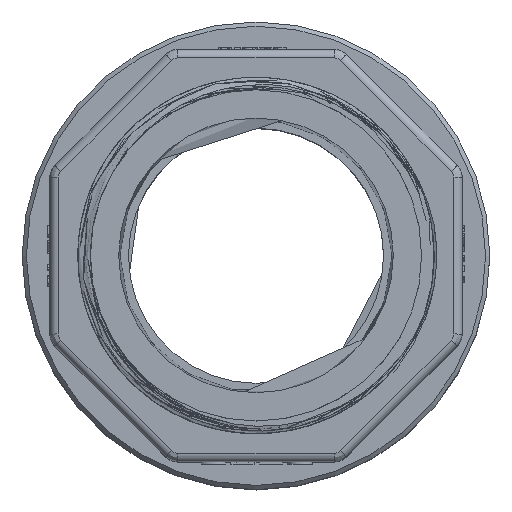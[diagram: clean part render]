
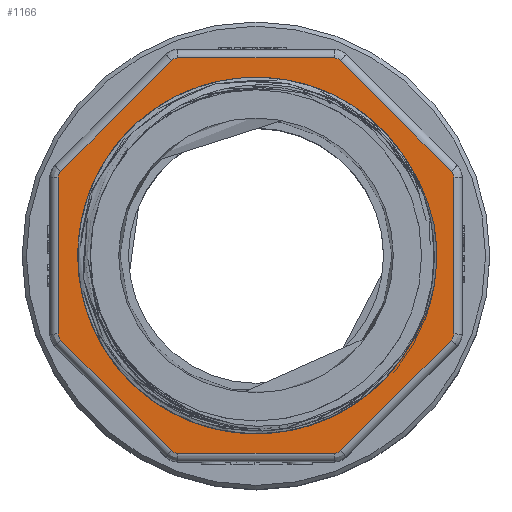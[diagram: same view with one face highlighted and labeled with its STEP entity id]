
A CAD part, top view. The second image highlights one B-rep face of the part: STEP entity #1166.
In plain terms, the highlighted planar face has unit normal (0, 0, 1).
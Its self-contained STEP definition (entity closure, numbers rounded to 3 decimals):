
#118=LINE('',#11774,#376);
#119=LINE('',#11779,#377);
#120=LINE('',#11783,#378);
#121=LINE('',#11787,#379);
#122=LINE('',#11791,#380);
#123=LINE('',#11795,#381);
#124=LINE('',#11799,#382);
#125=LINE('',#11803,#383);
#376=VECTOR('',#5303,1.);
#377=VECTOR('',#5306,1.);
#378=VECTOR('',#5309,1.);
#379=VECTOR('',#5312,1.);
#380=VECTOR('',#5315,1.);
#381=VECTOR('',#5318,1.);
#382=VECTOR('',#5321,1.);
#383=VECTOR('',#5324,1.);
#747=PLANE('',#4978);
#1166=ADVANCED_FACE('',(#1918,#1919),#747,.T.);
#1598=B_SPLINE_CURVE_WITH_KNOTS('',3,(#11806,#11807,#11808,#11809,#11810,
#11811,#11812,#11813,#11814,#11815),.UNSPECIFIED.,.F.,.F.,(4,2,2,2,4),(0.,
0.25,0.5,0.75,1.),.UNSPECIFIED.);
#1599=B_SPLINE_CURVE_WITH_KNOTS('',3,(#11820,#11821,#11822,#11823,#11824,
#11825,#11826,#11827,#11828,#11829),.UNSPECIFIED.,.F.,.F.,(4,2,2,2,4),(0.,
0.25,0.5,0.75,1.),.UNSPECIFIED.);
#1918=FACE_BOUND('',#2022,.T.);
#1919=FACE_BOUND('',#2023,.T.);
#2022=EDGE_LOOP('',(#2501,#2502,#2503,#2504,#2505,#2506,#2507,#2508,#2509,
#2510,#2511,#2512,#2513,#2514,#2515,#2516));
#2023=EDGE_LOOP('',(#2517,#2518,#2519,#2520));
#2501=ORIENTED_EDGE('',*,*,#4321,.T.);
#2502=ORIENTED_EDGE('',*,*,#4322,.T.);
#2503=ORIENTED_EDGE('',*,*,#4323,.T.);
#2504=ORIENTED_EDGE('',*,*,#4324,.T.);
#2505=ORIENTED_EDGE('',*,*,#4325,.T.);
#2506=ORIENTED_EDGE('',*,*,#4326,.T.);
#2507=ORIENTED_EDGE('',*,*,#4327,.T.);
#2508=ORIENTED_EDGE('',*,*,#4328,.T.);
#2509=ORIENTED_EDGE('',*,*,#4329,.T.);
#2510=ORIENTED_EDGE('',*,*,#4330,.T.);
#2511=ORIENTED_EDGE('',*,*,#4331,.T.);
#2512=ORIENTED_EDGE('',*,*,#4332,.T.);
#2513=ORIENTED_EDGE('',*,*,#4333,.T.);
#2514=ORIENTED_EDGE('',*,*,#4334,.T.);
#2515=ORIENTED_EDGE('',*,*,#4335,.T.);
#2516=ORIENTED_EDGE('',*,*,#4336,.T.);
#2517=ORIENTED_EDGE('',*,*,#4337,.F.);
#2518=ORIENTED_EDGE('',*,*,#4338,.F.);
#2519=ORIENTED_EDGE('',*,*,#4339,.F.);
#2520=ORIENTED_EDGE('',*,*,#4340,.F.);
#3853=VERTEX_POINT('',#11775);
#3854=VERTEX_POINT('',#11776);
#3855=VERTEX_POINT('',#11778);
#3856=VERTEX_POINT('',#11780);
#3857=VERTEX_POINT('',#11782);
#3858=VERTEX_POINT('',#11784);
#3859=VERTEX_POINT('',#11786);
#3860=VERTEX_POINT('',#11788);
#3861=VERTEX_POINT('',#11790);
#3862=VERTEX_POINT('',#11792);
#3863=VERTEX_POINT('',#11794);
#3864=VERTEX_POINT('',#11796);
#3865=VERTEX_POINT('',#11798);
#3866=VERTEX_POINT('',#11800);
#3867=VERTEX_POINT('',#11802);
#3868=VERTEX_POINT('',#11804);
#3869=VERTEX_POINT('',#11816);
#3870=VERTEX_POINT('',#11817);
#3871=VERTEX_POINT('',#11819);
#3872=VERTEX_POINT('',#11830);
#4321=EDGE_CURVE('',#3853,#3854,#118,.T.);
#4322=EDGE_CURVE('',#3854,#3855,#4865,.T.);
#4323=EDGE_CURVE('',#3855,#3856,#119,.T.);
#4324=EDGE_CURVE('',#3856,#3857,#4866,.T.);
#4325=EDGE_CURVE('',#3857,#3858,#120,.T.);
#4326=EDGE_CURVE('',#3858,#3859,#4867,.T.);
#4327=EDGE_CURVE('',#3859,#3860,#121,.T.);
#4328=EDGE_CURVE('',#3860,#3861,#4868,.T.);
#4329=EDGE_CURVE('',#3861,#3862,#122,.T.);
#4330=EDGE_CURVE('',#3862,#3863,#4869,.T.);
#4331=EDGE_CURVE('',#3863,#3864,#123,.T.);
#4332=EDGE_CURVE('',#3864,#3865,#4870,.T.);
#4333=EDGE_CURVE('',#3865,#3866,#124,.T.);
#4334=EDGE_CURVE('',#3866,#3867,#4871,.T.);
#4335=EDGE_CURVE('',#3867,#3868,#125,.T.);
#4336=EDGE_CURVE('',#3868,#3853,#4872,.T.);
#4337=EDGE_CURVE('',#3869,#3870,#1598,.T.);
#4338=EDGE_CURVE('',#3871,#3869,#4873,.T.);
#4339=EDGE_CURVE('',#3872,#3871,#1599,.T.);
#4340=EDGE_CURVE('',#3870,#3872,#4874,.T.);
#4865=CIRCLE('',#4968,1.);
#4866=CIRCLE('',#4969,1.);
#4867=CIRCLE('',#4970,1.);
#4868=CIRCLE('',#4971,1.);
#4869=CIRCLE('',#4972,1.);
#4870=CIRCLE('',#4973,1.);
#4871=CIRCLE('',#4974,1.);
#4872=CIRCLE('',#4975,1.);
#4873=CIRCLE('',#4976,19.25);
#4874=CIRCLE('',#4977,21.25);
#4968=AXIS2_PLACEMENT_3D('',#11777,#5304,#5305);
#4969=AXIS2_PLACEMENT_3D('',#11781,#5307,#5308);
#4970=AXIS2_PLACEMENT_3D('',#11785,#5310,#5311);
#4971=AXIS2_PLACEMENT_3D('',#11789,#5313,#5314);
#4972=AXIS2_PLACEMENT_3D('',#11793,#5316,#5317);
#4973=AXIS2_PLACEMENT_3D('',#11797,#5319,#5320);
#4974=AXIS2_PLACEMENT_3D('',#11801,#5322,#5323);
#4975=AXIS2_PLACEMENT_3D('',#11805,#5325,#5326);
#4976=AXIS2_PLACEMENT_3D('',#11818,#5327,#5328);
#4977=AXIS2_PLACEMENT_3D('',#11831,#5329,#5330);
#4978=AXIS2_PLACEMENT_3D('',#11832,#5331,#5332);
#5303=DIRECTION('',(-0.707,-0.707,0.));
#5304=DIRECTION('',(0.,0.,1.));
#5305=DIRECTION('',(-1.,0.,0.));
#5306=DIRECTION('',(0.,-1.,0.));
#5307=DIRECTION('',(0.,0.,1.));
#5308=DIRECTION('',(-1.,0.,0.));
#5309=DIRECTION('',(0.707,-0.707,0.));
#5310=DIRECTION('',(0.,0.,1.));
#5311=DIRECTION('',(-1.,0.,0.));
#5312=DIRECTION('',(1.,0.,0.));
#5313=DIRECTION('',(0.,0.,1.));
#5314=DIRECTION('',(-1.,0.,0.));
#5315=DIRECTION('',(0.707,0.707,0.));
#5316=DIRECTION('',(0.,0.,1.));
#5317=DIRECTION('',(-1.,0.,0.));
#5318=DIRECTION('',(0.,1.,0.));
#5319=DIRECTION('',(0.,0.,1.));
#5320=DIRECTION('',(-1.,0.,0.));
#5321=DIRECTION('',(-0.707,0.707,0.));
#5322=DIRECTION('',(0.,0.,1.));
#5323=DIRECTION('',(-1.,0.,0.));
#5324=DIRECTION('',(-1.,0.,0.));
#5325=DIRECTION('',(0.,0.,1.));
#5326=DIRECTION('',(-1.,0.,0.));
#5327=DIRECTION('',(0.,0.,1.));
#5328=DIRECTION('',(-1.,0.,0.));
#5329=DIRECTION('',(0.,0.,1.));
#5330=DIRECTION('',(-1.,0.,0.));
#5331=DIRECTION('',(0.,0.,1.));
#5332=DIRECTION('',(1.,0.,0.));
#11774=CARTESIAN_POINT('',(182.662,23.543,36.5));
#11775=CARTESIAN_POINT('',(182.077,22.957,36.5));
#11776=CARTESIAN_POINT('',(169.043,9.923,36.5));
#11777=CARTESIAN_POINT('',(169.75,9.216,36.5));
#11778=CARTESIAN_POINT('',(168.75,9.216,36.5));
#11779=CARTESIAN_POINT('',(168.75,0.,36.5));
#11780=CARTESIAN_POINT('',(168.75,-9.216,36.5));
#11781=CARTESIAN_POINT('',(169.75,-9.216,36.5));
#11782=CARTESIAN_POINT('',(169.043,-9.923,36.5));
#11783=CARTESIAN_POINT('',(175.56,-16.44,36.5));
#11784=CARTESIAN_POINT('',(182.077,-22.957,36.5));
#11785=CARTESIAN_POINT('',(182.784,-22.25,36.5));
#11786=CARTESIAN_POINT('',(182.784,-23.25,36.5));
#11787=CARTESIAN_POINT('',(192.,-23.25,36.5));
#11788=CARTESIAN_POINT('',(201.216,-23.25,36.5));
#11789=CARTESIAN_POINT('',(201.216,-22.25,36.5));
#11790=CARTESIAN_POINT('',(201.923,-22.957,36.5));
#11791=CARTESIAN_POINT('',(208.44,-16.44,36.5));
#11792=CARTESIAN_POINT('',(214.957,-9.923,36.5));
#11793=CARTESIAN_POINT('',(214.25,-9.216,36.5));
#11794=CARTESIAN_POINT('',(215.25,-9.216,36.5));
#11795=CARTESIAN_POINT('',(215.25,-10.045,36.5));
#11796=CARTESIAN_POINT('',(215.25,9.216,36.5));
#11797=CARTESIAN_POINT('',(214.25,9.216,36.5));
#11798=CARTESIAN_POINT('',(214.957,9.923,36.5));
#11799=CARTESIAN_POINT('',(215.543,9.338,36.5));
#11800=CARTESIAN_POINT('',(201.923,22.957,36.5));
#11801=CARTESIAN_POINT('',(201.216,22.25,36.5));
#11802=CARTESIAN_POINT('',(201.216,23.25,36.5));
#11803=CARTESIAN_POINT('',(202.045,23.25,36.5));
#11804=CARTESIAN_POINT('',(182.784,23.25,36.5));
#11805=CARTESIAN_POINT('',(182.784,22.25,36.5));
#11806=CARTESIAN_POINT('',(172.795,-1.32,36.5));
#11807=CARTESIAN_POINT('',(172.958,-6.256,36.5));
#11808=CARTESIAN_POINT('',(175.092,-11.047,36.5));
#11809=CARTESIAN_POINT('',(182.007,-17.93,36.5));
#11810=CARTESIAN_POINT('',(186.814,-20.034,36.5));
#11811=CARTESIAN_POINT('',(196.588,-20.511,36.5));
#11812=CARTESIAN_POINT('',(201.535,-18.916,36.5));
#11813=CARTESIAN_POINT('',(209.257,-12.825,36.5));
#11814=CARTESIAN_POINT('',(211.945,-8.442,36.5));
#11815=CARTESIAN_POINT('',(212.94,-3.615,36.5));
#11816=CARTESIAN_POINT('',(172.795,-1.32,36.5));
#11817=CARTESIAN_POINT('',(212.94,-3.615,36.5));
#11818=CARTESIAN_POINT('',(192.,0.,36.5));
#11819=CARTESIAN_POINT('',(172.795,1.32,36.5));
#11820=CARTESIAN_POINT('',(212.94,3.615,36.5));
#11821=CARTESIAN_POINT('',(211.944,8.448,36.5));
#11822=CARTESIAN_POINT('',(209.207,12.872,36.5));
#11823=CARTESIAN_POINT('',(201.546,18.9,36.5));
#11824=CARTESIAN_POINT('',(196.554,20.513,36.5));
#11825=CARTESIAN_POINT('',(186.818,20.031,36.5));
#11826=CARTESIAN_POINT('',(182.003,17.929,36.5));
#11827=CARTESIAN_POINT('',(175.082,11.034,36.5));
#11828=CARTESIAN_POINT('',(172.958,6.254,36.5));
#11829=CARTESIAN_POINT('',(172.795,1.32,36.5));
#11830=CARTESIAN_POINT('',(212.94,3.615,36.5));
#11831=CARTESIAN_POINT('',(192.,0.,36.5));
#11832=CARTESIAN_POINT('',(192.,0.,36.5));
